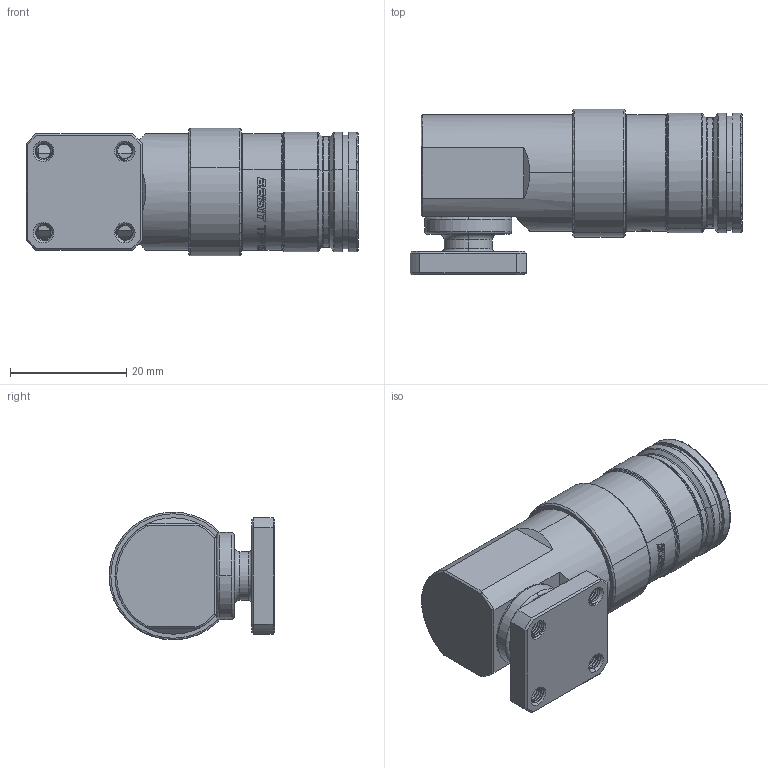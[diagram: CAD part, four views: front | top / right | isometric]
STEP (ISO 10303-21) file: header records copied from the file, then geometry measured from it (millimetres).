
FILE_DESCRIPTION (( 'STEP AP203' ), '1' );
FILE_NAME ('TPP 05S F1414-BR-90-RD.STEP', '2025-01-21T00:57:53', ( 'Windows 蚚誧' ), ( '' ), 'SwSTEP 2.0', 'SolidWorks 2023', '' );
FILE_SCHEMA (( 'CONFIG_CONTROL_DESIGN' ));
Length unit declared in the file: millimetre
Products named in the file (1): TPP 05S F1414-BR-90-RD
Bounding box: 57.1 x 28.5 x 21.99 mm (x, y, z)
Volume: 18663.1 mm3; surface area: 6039.6 mm2
Topology: 1 solids, 1 shells, 528 faces, 1437 edges, 947 vertices
Faces by surface type: plane 182, cylinder 176, bspline 86, cone 36, torus 34, sphere 14
Entity records: 27711 total; most frequent: CARTESIAN_POINT 15799, ORIENTED_EDGE 2838, DIRECTION 1911, EDGE_CURVE 1419, VERTEX_POINT 935, AXIS2_PLACEMENT_3D 728, B_SPLINE_CURVE_WITH_KNOTS 593, EDGE_LOOP 578
